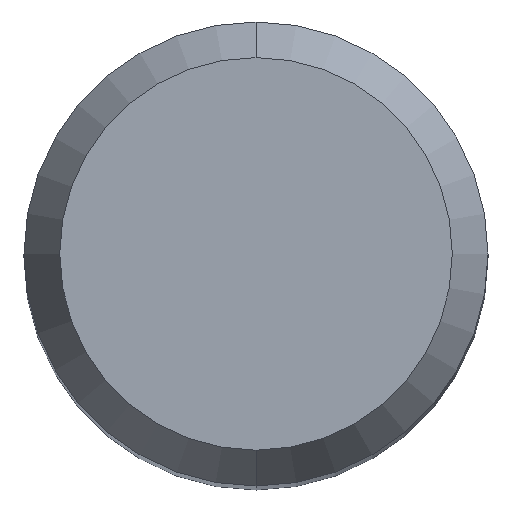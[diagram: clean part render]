
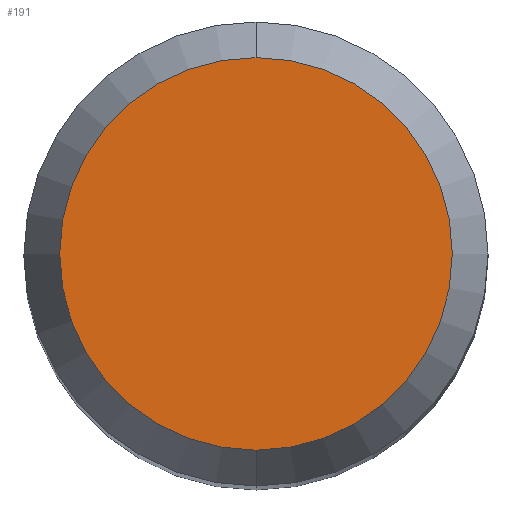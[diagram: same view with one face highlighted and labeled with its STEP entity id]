
A CAD part, top view. The second image highlights one B-rep face of the part: STEP entity #191.
In plain terms, the highlighted planar face has unit normal (0, 0, 1).
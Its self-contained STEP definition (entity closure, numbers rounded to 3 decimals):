
#189=EDGE_CURVE('',#331,#275,#466,.T.);
#191=ADVANCED_FACE('',(#468),#469,.T.);
#245=EDGE_CURVE('',#275,#331,#528,.T.);
#275=VERTEX_POINT('',#561);
#331=VERTEX_POINT('',#624);
#466=CIRCLE('',#824,2.538);
#468=FACE_OUTER_BOUND('',#826,.T.);
#469=PLANE('',#827);
#528=CIRCLE('',#922,2.538);
#561=CARTESIAN_POINT('',(0.0,2.538,29.316));
#624=CARTESIAN_POINT('',(0.,-2.538,29.316));
#824=AXIS2_PLACEMENT_3D('',#1360,#1361,#1362);
#826=EDGE_LOOP('',(#1364,#1365));
#827=AXIS2_PLACEMENT_3D('',#1366,#1367,#1368);
#922=AXIS2_PLACEMENT_3D('',#1440,#1441,#1442);
#1360=CARTESIAN_POINT('',(0.0,0.0,29.316));
#1361=DIRECTION('',(0.0,0.0,-1.0));
#1362=DIRECTION('',(0.0,1.0,0.0));
#1364=ORIENTED_EDGE('',*,*,#245,.F.);
#1365=ORIENTED_EDGE('',*,*,#189,.F.);
#1366=CARTESIAN_POINT('',(0.0,1.269,29.316));
#1367=DIRECTION('',(-0.0,0.0,1.0));
#1368=DIRECTION('',(0.0,-1.0,0.0));
#1440=CARTESIAN_POINT('',(0.0,0.0,29.316));
#1441=DIRECTION('',(0.0,0.0,-1.0));
#1442=DIRECTION('',(0.0,1.0,0.0));
